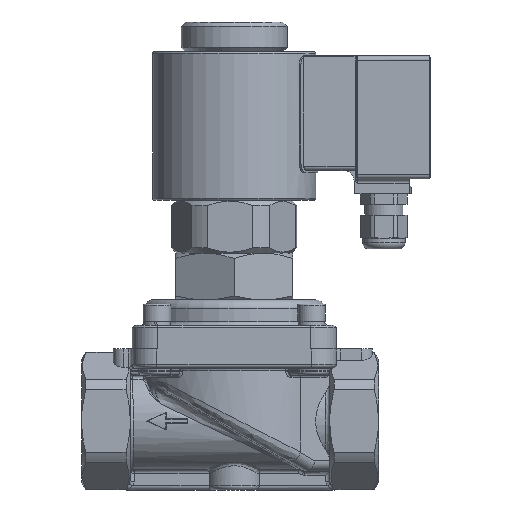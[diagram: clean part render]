
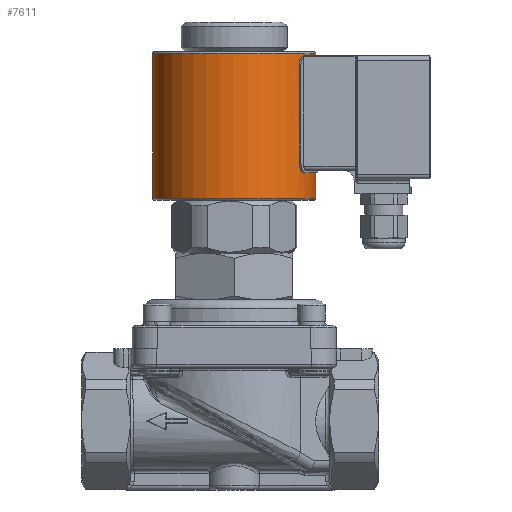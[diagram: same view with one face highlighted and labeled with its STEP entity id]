
A CAD part, left-side view. The second image highlights one B-rep face of the part: STEP entity #7611.
In plain terms, the highlighted cylindrical face has radius 38.5 mm (diameter 77 mm), a full revolution.
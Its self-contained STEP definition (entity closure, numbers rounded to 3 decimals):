
#146=B_SPLINE_CURVE_WITH_KNOTS('',3,(#11398,#11399,#11400,#11401,#11402,
#11403,#11404,#11405,#11406,#11407),.UNSPECIFIED.,.F.,.F.,(4,2,2,2,4),(-0.603,
-0.452,-0.301,-0.151,0.),
 .UNSPECIFIED.);
#149=B_SPLINE_CURVE_WITH_KNOTS('',3,(#11428,#11429,#11430,#11431,#11432,
#11433,#11434,#11435,#11436,#11437),.UNSPECIFIED.,.F.,.F.,(4,2,2,2,4),(0.,
0.151,0.301,0.452,0.603),
 .UNSPECIFIED.);
#150=B_SPLINE_CURVE_WITH_KNOTS('',3,(#11442,#11443,#11444,#11445,#11446,
#11447,#11448,#11449,#11450,#11451),.UNSPECIFIED.,.F.,.F.,(4,2,2,2,4),(0.606,
0.757,0.908,1.059,1.21),
 .UNSPECIFIED.);
#151=B_SPLINE_CURVE_WITH_KNOTS('',3,(#11460,#11461,#11462,#11463,#11464,
#11465,#11466,#11467,#11468,#11469),.UNSPECIFIED.,.F.,.F.,(4,2,2,2,4),(1.21,
1.36,1.511,1.662,1.813),
 .UNSPECIFIED.);
#406=LINE('',#11472,#867);
#407=LINE('',#11474,#868);
#867=VECTOR('',#9138,47.);
#868=VECTOR('',#9141,47.);
#1420=CYLINDRICAL_SURFACE('',#8145,38.5);
#1579=FACE_BOUND('',#2229,.T.);
#1580=FACE_BOUND('',#2230,.T.);
#1730=FACE_OUTER_BOUND('',#2228,.T.);
#2228=EDGE_LOOP('',(#5245));
#2229=EDGE_LOOP('',(#5246,#5247,#5248,#5249,#5250,#5251,#5252,#5253));
#2230=EDGE_LOOP('',(#5254));
#2763=CIRCLE('',#8135,38.5);
#2768=CIRCLE('',#8146,38.5);
#2769=CIRCLE('',#8147,38.5);
#2770=CIRCLE('',#8148,38.5);
#3169=VERTEX_POINT('',#11396);
#3170=VERTEX_POINT('',#11397);
#3173=VERTEX_POINT('',#11425);
#3174=VERTEX_POINT('',#11427);
#3175=VERTEX_POINT('',#11440);
#3176=VERTEX_POINT('',#11441);
#3177=VERTEX_POINT('',#11455);
#3178=VERTEX_POINT('',#11459);
#3183=VERTEX_POINT('',#11486);
#3184=VERTEX_POINT('',#11489);
#3949=EDGE_CURVE('',#3169,#3170,#146,.T.);
#3955=EDGE_CURVE('',#3174,#3173,#149,.T.);
#3957=EDGE_CURVE('',#3175,#3176,#150,.T.);
#3960=EDGE_CURVE('',#3177,#3175,#2763,.T.);
#3962=EDGE_CURVE('',#3178,#3177,#151,.T.);
#3964=EDGE_CURVE('',#3170,#3178,#406,.T.);
#3965=EDGE_CURVE('',#3176,#3174,#407,.T.);
#3970=EDGE_CURVE('',#3183,#3183,#2768,.T.);
#3971=EDGE_CURVE('',#3173,#3169,#2769,.T.);
#3972=EDGE_CURVE('',#3184,#3184,#2770,.T.);
#5245=ORIENTED_EDGE('',*,*,#3970,.F.);
#5246=ORIENTED_EDGE('',*,*,#3957,.T.);
#5247=ORIENTED_EDGE('',*,*,#3965,.T.);
#5248=ORIENTED_EDGE('',*,*,#3955,.T.);
#5249=ORIENTED_EDGE('',*,*,#3971,.T.);
#5250=ORIENTED_EDGE('',*,*,#3949,.T.);
#5251=ORIENTED_EDGE('',*,*,#3964,.T.);
#5252=ORIENTED_EDGE('',*,*,#3962,.T.);
#5253=ORIENTED_EDGE('',*,*,#3960,.T.);
#5254=ORIENTED_EDGE('',*,*,#3972,.F.);
#7611=ADVANCED_FACE('',(#1730,#1579,#1580),#1420,.T.);
#8135=AXIS2_PLACEMENT_3D('',#11456,#9130,#9131);
#8145=AXIS2_PLACEMENT_3D('',#11485,#9154,#9155);
#8146=AXIS2_PLACEMENT_3D('',#11487,#9156,#9157);
#8147=AXIS2_PLACEMENT_3D('',#11488,#9158,#9159);
#8148=AXIS2_PLACEMENT_3D('',#11490,#9160,#9161);
#9130=DIRECTION('center_axis',(0.,0.,
-1.));
#9131=DIRECTION('ref_axis',(1.,0.,0.));
#9138=DIRECTION('',(0.,0.,-1.));
#9141=DIRECTION('',(0.,0.,1.));
#9154=DIRECTION('center_axis',(0.,0.,
-1.));
#9155=DIRECTION('ref_axis',(1.,0.,0.));
#9156=DIRECTION('center_axis',(0.,0.,
1.));
#9157=DIRECTION('ref_axis',(1.,0.,0.));
#9158=DIRECTION('center_axis',(0.,0.,
1.));
#9159=DIRECTION('ref_axis',(1.,0.,0.));
#9160=DIRECTION('center_axis',(0.,0.,
-1.));
#9161=DIRECTION('ref_axis',(1.,0.,0.));
#11396=CARTESIAN_POINT('',(19.968,-32.917,172.1));
#11397=CARTESIAN_POINT('',(23.28,-30.664,168.1));
#11398=CARTESIAN_POINT('Ctrl Pts',(19.968,-32.917,172.1));
#11399=CARTESIAN_POINT('Ctrl Pts',(20.398,-32.656,172.1));
#11400=CARTESIAN_POINT('Ctrl Pts',(20.852,-32.368,172.));
#11401=CARTESIAN_POINT('Ctrl Pts',(21.675,-31.822,171.592));
#11402=CARTESIAN_POINT('Ctrl Pts',(22.046,-31.565,171.284));
#11403=CARTESIAN_POINT('Ctrl Pts',(22.625,-31.152,170.573));
#11404=CARTESIAN_POINT('Ctrl Pts',(22.873,-30.97,170.124));
#11405=CARTESIAN_POINT('Ctrl Pts',(23.2,-30.725,169.138));
#11406=CARTESIAN_POINT('Ctrl Pts',(23.28,-30.664,168.602));
#11407=CARTESIAN_POINT('Ctrl Pts',(23.28,-30.664,168.1));
#11425=CARTESIAN_POINT('',(-19.968,-32.917,172.1));
#11427=CARTESIAN_POINT('',(-23.28,-30.664,168.1));
#11428=CARTESIAN_POINT('Ctrl Pts',(-23.28,-30.664,
168.1));
#11429=CARTESIAN_POINT('Ctrl Pts',(-23.28,-30.664,
168.602));
#11430=CARTESIAN_POINT('Ctrl Pts',(-23.2,-30.725,
169.138));
#11431=CARTESIAN_POINT('Ctrl Pts',(-22.873,-30.97,
170.124));
#11432=CARTESIAN_POINT('Ctrl Pts',(-22.625,-31.152,
170.573));
#11433=CARTESIAN_POINT('Ctrl Pts',(-22.046,-31.565,
171.284));
#11434=CARTESIAN_POINT('Ctrl Pts',(-21.675,-31.822,
171.592));
#11435=CARTESIAN_POINT('Ctrl Pts',(-20.852,-32.368,
172.));
#11436=CARTESIAN_POINT('Ctrl Pts',(-20.398,-32.656,
172.1));
#11437=CARTESIAN_POINT('Ctrl Pts',(-19.968,-32.917,
172.1));
#11440=CARTESIAN_POINT('',(-19.968,-32.917,117.1));
#11441=CARTESIAN_POINT('',(-23.28,-30.664,121.1));
#11442=CARTESIAN_POINT('Ctrl Pts',(-19.968,-32.917,117.1));
#11443=CARTESIAN_POINT('Ctrl Pts',(-20.398,-32.656,
117.1));
#11444=CARTESIAN_POINT('Ctrl Pts',(-20.852,-32.368,
117.2));
#11445=CARTESIAN_POINT('Ctrl Pts',(-21.675,-31.822,
117.608));
#11446=CARTESIAN_POINT('Ctrl Pts',(-22.046,-31.565,
117.916));
#11447=CARTESIAN_POINT('Ctrl Pts',(-22.625,-31.152,
118.627));
#11448=CARTESIAN_POINT('Ctrl Pts',(-22.873,-30.97,
119.076));
#11449=CARTESIAN_POINT('Ctrl Pts',(-23.2,-30.725,
120.062));
#11450=CARTESIAN_POINT('Ctrl Pts',(-23.28,-30.664,
120.598));
#11451=CARTESIAN_POINT('Ctrl Pts',(-23.28,-30.664,
121.1));
#11455=CARTESIAN_POINT('',(19.968,-32.917,117.1));
#11456=CARTESIAN_POINT('Origin',(0.,0.,
117.1));
#11459=CARTESIAN_POINT('',(23.28,-30.664,121.1));
#11460=CARTESIAN_POINT('Ctrl Pts',(23.28,-30.664,121.1));
#11461=CARTESIAN_POINT('Ctrl Pts',(23.28,-30.664,120.598));
#11462=CARTESIAN_POINT('Ctrl Pts',(23.2,-30.725,120.062));
#11463=CARTESIAN_POINT('Ctrl Pts',(22.873,-30.97,119.076));
#11464=CARTESIAN_POINT('Ctrl Pts',(22.625,-31.152,118.627));
#11465=CARTESIAN_POINT('Ctrl Pts',(22.046,-31.565,117.916));
#11466=CARTESIAN_POINT('Ctrl Pts',(21.675,-31.822,117.608));
#11467=CARTESIAN_POINT('Ctrl Pts',(20.852,-32.368,117.2));
#11468=CARTESIAN_POINT('Ctrl Pts',(20.398,-32.656,117.1));
#11469=CARTESIAN_POINT('Ctrl Pts',(19.968,-32.917,117.1));
#11472=CARTESIAN_POINT('',(23.28,-30.664,174.1));
#11474=CARTESIAN_POINT('',(-23.28,-30.664,174.1));
#11485=CARTESIAN_POINT('Origin',(0.,0.,
174.1));
#11486=CARTESIAN_POINT('',(-38.5,0.,173.1));
#11487=CARTESIAN_POINT('Origin',(0.,0.,
173.1));
#11488=CARTESIAN_POINT('Origin',(0.,0.,
172.1));
#11489=CARTESIAN_POINT('',(-38.5,0.,105.1));
#11490=CARTESIAN_POINT('Origin',(0.,0.,
105.1));
